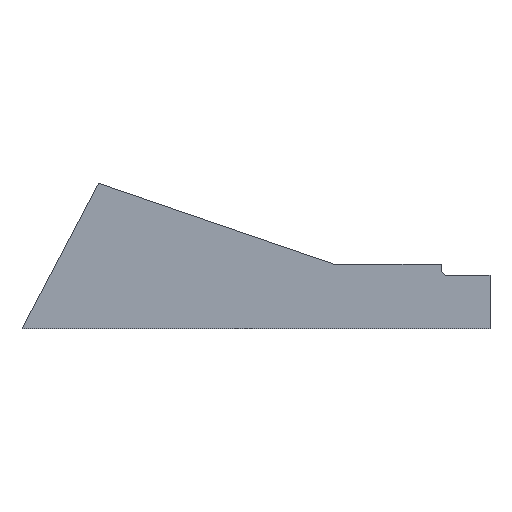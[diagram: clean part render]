
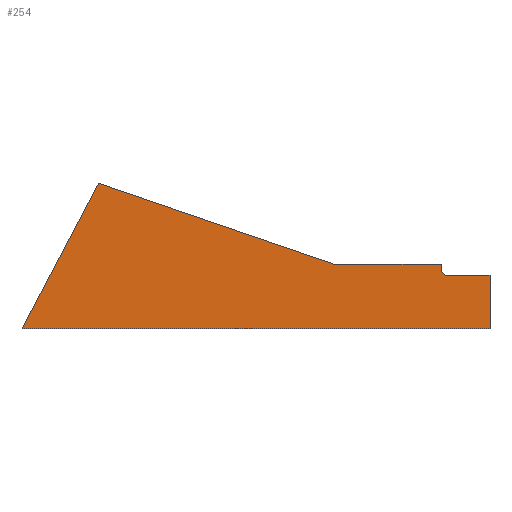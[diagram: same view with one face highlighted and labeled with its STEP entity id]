
A CAD part, top view. The second image highlights one B-rep face of the part: STEP entity #254.
In plain terms, the highlighted free-form (B-spline) face has degree [1, 1] with [2, 2] control points.
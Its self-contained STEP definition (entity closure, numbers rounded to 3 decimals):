
#5 = CARTESIAN_POINT ( 'NONE',  ( 560.249, 148.625, 8. ) ) ;
#7 = CARTESIAN_POINT ( 'NONE',  ( 568.249, 135.625, 8. ) ) ;
#9 = CARTESIAN_POINT ( 'NONE',  ( 617.226, 135.625, 8. ) ) ;
#16 = EDGE_CURVE ( 'NONE', #79, #51, #234, .T. ) ;
#21 = VERTEX_POINT ( 'NONE', #195 ) ;
#25 = EDGE_CURVE ( 'NONE', #219, #79, #345, .T. ) ;
#27 = CARTESIAN_POINT ( 'NONE',  ( 568.249, 135.625, 8. ) ) ;
#29 = EDGE_CURVE ( 'NONE', #271, #296, #54, .T. ) ;
#34 = CARTESIAN_POINT ( 'NONE',  ( 71.43, 73.494, 8. ) ) ;
#39 = EDGE_CURVE ( 'NONE', #51, #21, #329, .T. ) ;
#45 =( BOUNDED_CURVE ( )  B_SPLINE_CURVE ( 3, ( #149, #58, #174, #288 ),
 .UNSPECIFIED., .F., .T. ) 
 B_SPLINE_CURVE_WITH_KNOTS ( ( 4, 4 ),
 ( -1.571, 0. ),
 .UNSPECIFIED. ) 
 CURVE ( )  GEOMETRIC_REPRESENTATION_ITEM ( )  RATIONAL_B_SPLINE_CURVE ( ( 1., 0.805, 0.805, 1. ) ) 
 REPRESENTATION_ITEM ( '' )  );
#49 = VERTEX_POINT ( 'NONE', #27 ) ;
#51 = VERTEX_POINT ( 'NONE', #198 ) ;
#53 = CARTESIAN_POINT ( 'NONE',  ( 160.715, 243.244, 8. ) ) ;
#54 = B_SPLINE_CURVE_WITH_KNOTS ( 'NONE', 1,
 ( #5, #355 ),
 .UNSPECIFIED., .F., .F.,
 ( 2, 2 ),
 ( 0., 1. ),
 .UNSPECIFIED. ) ;
#58 = CARTESIAN_POINT ( 'NONE',  ( 560.249, 138.939, 8. ) ) ;
#64 = CARTESIAN_POINT ( 'NONE',  ( 68.155, 244.263, 8. ) ) ;
#79 = VERTEX_POINT ( 'NONE', #284 ) ;
#91 = CARTESIAN_POINT ( 'NONE',  ( 560.249, 148.625, 8. ) ) ;
#101 = ORIENTED_EDGE ( 'NONE', *, *, #39, .F. ) ;
#107 = EDGE_LOOP ( 'NONE', ( #275, #130, #101, #194, #350, #323, #248, #223 ) ) ;
#114 = EDGE_CURVE ( 'NONE', #279, #219, #237, .T. ) ;
#130 = ORIENTED_EDGE ( 'NONE', *, *, #312, .F. ) ;
#149 = CARTESIAN_POINT ( 'NONE',  ( 560.249, 143.625, 8. ) ) ;
#154 = B_SPLINE_CURVE_WITH_KNOTS ( 'NONE', 1,
 ( #236, #338 ),
 .UNSPECIFIED., .F., .F.,
 ( 2, 2 ),
 ( 0., 1. ),
 .UNSPECIFIED. ) ;
#165 = CARTESIAN_POINT ( 'NONE',  ( 160.715, 243.244, 8. ) ) ;
#173 = CARTESIAN_POINT ( 'NONE',  ( 436.168, 148.625, 8. ) ) ;
#174 = CARTESIAN_POINT ( 'NONE',  ( 563.563, 135.625, 8. ) ) ;
#175 = FACE_OUTER_BOUND ( 'NONE', #107, .T. ) ;
#194 = ORIENTED_EDGE ( 'NONE', *, *, #16, .F. ) ;
#195 = CARTESIAN_POINT ( 'NONE',  ( 436.168, 148.625, 8. ) ) ;
#198 = CARTESIAN_POINT ( 'NONE',  ( 160.715, 243.244, 8. ) ) ;
#203 = CARTESIAN_POINT ( 'NONE',  ( 617.226, 73.494, 8. ) ) ;
#219 = VERTEX_POINT ( 'NONE', #268 ) ;
#223 = ORIENTED_EDGE ( 'NONE', *, *, #262, .F. ) ;
#234 = B_SPLINE_CURVE_WITH_KNOTS ( 'NONE', 1,
 ( #34, #165 ),
 .UNSPECIFIED., .F., .F.,
 ( 2, 2 ),
 ( 0., 1. ),
 .UNSPECIFIED. ) ;
#236 = CARTESIAN_POINT ( 'NONE',  ( 436.168, 148.625, 8. ) ) ;
#237 = B_SPLINE_CURVE_WITH_KNOTS ( 'NONE', 1,
 ( #332, #305 ),
 .UNSPECIFIED., .F., .F.,
 ( 2, 2 ),
 ( 0., 1. ),
 .UNSPECIFIED. ) ;
#243 = EDGE_CURVE ( 'NONE', #49, #279, #348, .T. ) ;
#248 = ORIENTED_EDGE ( 'NONE', *, *, #243, .F. ) ;
#254 = ADVANCED_FACE ( 'NONE', ( #175 ), #291, .F. ) ;
#262 = EDGE_CURVE ( 'NONE', #296, #49, #45, .T. ) ;
#266 = CARTESIAN_POINT ( 'NONE',  ( 617.226, 244.263, 8. ) ) ;
#268 = CARTESIAN_POINT ( 'NONE',  ( 617.226, 73.494, 8. ) ) ;
#271 = VERTEX_POINT ( 'NONE', #91 ) ;
#275 = ORIENTED_EDGE ( 'NONE', *, *, #29, .F. ) ;
#279 = VERTEX_POINT ( 'NONE', #9 ) ;
#284 = CARTESIAN_POINT ( 'NONE',  ( 71.43, 73.494, 8. ) ) ;
#288 = CARTESIAN_POINT ( 'NONE',  ( 568.249, 135.625, 8. ) ) ;
#291 = B_SPLINE_SURFACE_WITH_KNOTS ( 'NONE', 1, 1, ( 
 ( #64, #335 ),
 ( #266, #203 ) ),
 .UNSPECIFIED., .F., .F., .F.,
 ( 2, 2 ),
 ( 2, 2 ),
 ( 0., 1. ),
 ( 0., 1. ),
 .UNSPECIFIED. ) ;
#296 = VERTEX_POINT ( 'NONE', #317 ) ;
#304 = CARTESIAN_POINT ( 'NONE',  ( 617.226, 73.494, 8. ) ) ;
#305 = CARTESIAN_POINT ( 'NONE',  ( 617.226, 73.494, 8. ) ) ;
#311 = CARTESIAN_POINT ( 'NONE',  ( 617.226, 135.625, 8. ) ) ;
#312 = EDGE_CURVE ( 'NONE', #21, #271, #154, .T. ) ;
#317 = CARTESIAN_POINT ( 'NONE',  ( 560.249, 143.625, 8. ) ) ;
#323 = ORIENTED_EDGE ( 'NONE', *, *, #114, .F. ) ;
#329 = B_SPLINE_CURVE_WITH_KNOTS ( 'NONE', 1,
 ( #53, #173 ),
 .UNSPECIFIED., .F., .F.,
 ( 2, 2 ),
 ( 0., 1. ),
 .UNSPECIFIED. ) ;
#331 = CARTESIAN_POINT ( 'NONE',  ( 71.43, 73.494, 8. ) ) ;
#332 = CARTESIAN_POINT ( 'NONE',  ( 617.226, 135.625, 8. ) ) ;
#335 = CARTESIAN_POINT ( 'NONE',  ( 68.155, 73.494, 8. ) ) ;
#338 = CARTESIAN_POINT ( 'NONE',  ( 560.249, 148.625, 8. ) ) ;
#345 = B_SPLINE_CURVE_WITH_KNOTS ( 'NONE', 1,
 ( #304, #331 ),
 .UNSPECIFIED., .F., .F.,
 ( 2, 2 ),
 ( 0., 1. ),
 .UNSPECIFIED. ) ;
#348 = B_SPLINE_CURVE_WITH_KNOTS ( 'NONE', 1,
 ( #7, #311 ),
 .UNSPECIFIED., .F., .F.,
 ( 2, 2 ),
 ( 0., 1. ),
 .UNSPECIFIED. ) ;
#350 = ORIENTED_EDGE ( 'NONE', *, *, #25, .F. ) ;
#355 = CARTESIAN_POINT ( 'NONE',  ( 560.249, 143.625, 8. ) ) ;
